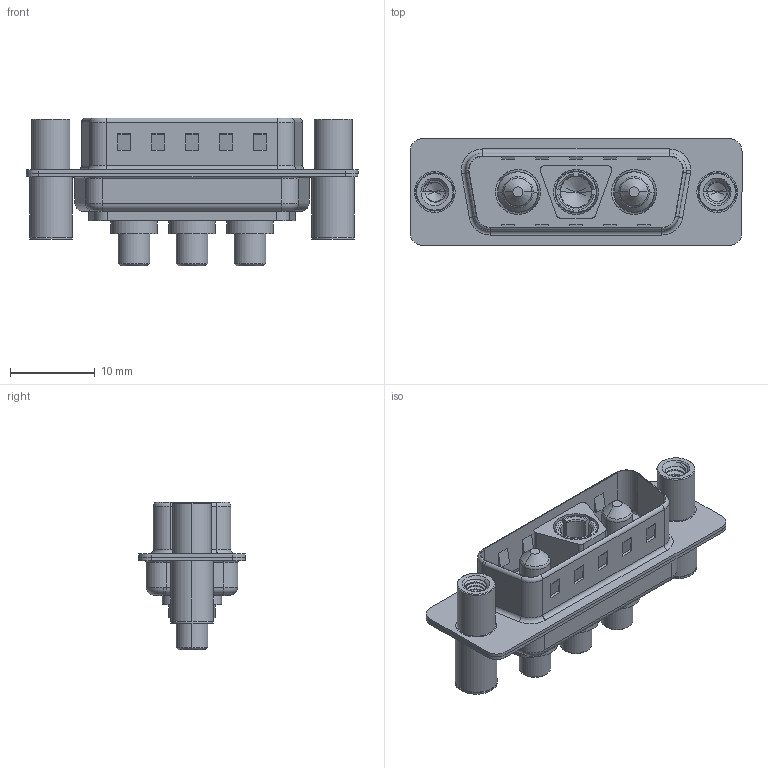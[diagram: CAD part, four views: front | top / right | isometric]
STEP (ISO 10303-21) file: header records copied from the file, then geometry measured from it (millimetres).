
FILE_DESCRIPTION (( 'STEP AP203' ), '1' );
FILE_NAME ('627-3WK3624-4TC.STEP', '2019-05-25T01:20:37', ( '' ), ( '' ), 'SwSTEP 2.0', 'SolidWorks 2016', '' );
FILE_SCHEMA (( 'CONFIG_CONTROL_DESIGN' ));
Length unit declared in the file: millimetre
Products named in the file (8): 627Combo Threaded Standoff and Board Spacer_4; 627-3WK3624-4TC; 627Combo Housing_3WK3; 627Combo Shell Rear_15 Contacts; 627Combo Shell Front_15 Contacts; 627Combo Threaded Standoff and Board Spacer_C; Power Socket_40A S; Power Pin_40A S
Assembly tree (8 placements, depth 2):
  627-3WK3624-4TC
    627Combo Housing_3WK3
    627Combo Shell Rear_15 Contacts
    627Combo Shell Front_15 Contacts
    627Combo Threaded Standoff and Board Spacer_C
    Power Socket_40A S
    Power Pin_40A S  x2
    627Combo Threaded Standoff and Board Spacer_4
Bounding box: 39.15 x 12.6 x 17.4 mm (x, y, z)
Volume: 2496.8 mm3; surface area: 5640.4 mm2
Topology: 11 solids, 11 shells, 600 faces, 1499 edges, 938 vertices
Faces by surface type: cylinder 261, plane 199, torus 62, cone 60, bspline 18
Entity records: 22496 total; most frequent: CARTESIAN_POINT 8302, ORIENTED_EDGE 2824, DIRECTION 2803, EDGE_CURVE 1412, AXIS2_PLACEMENT_3D 1059, VERTEX_POINT 894, VECTOR 685, LINE 685
